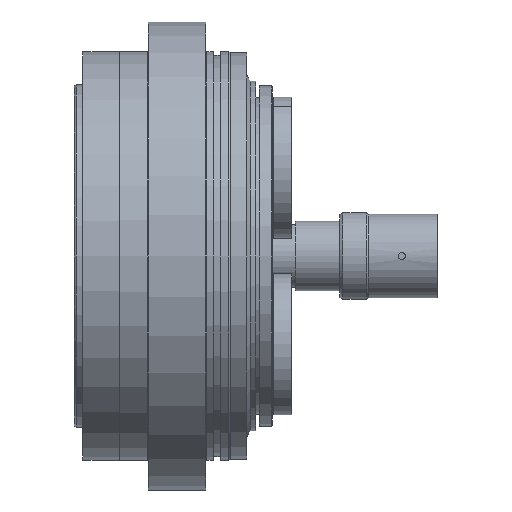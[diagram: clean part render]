
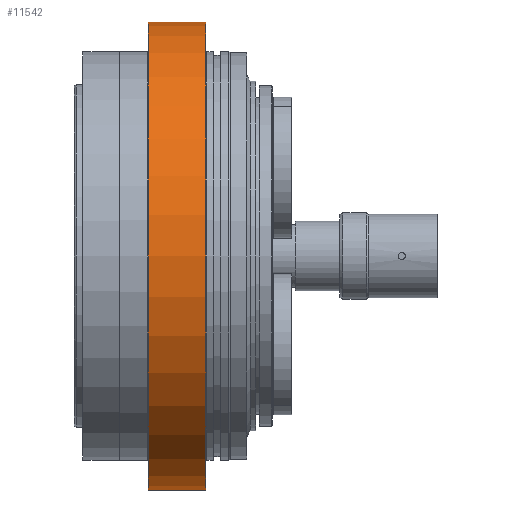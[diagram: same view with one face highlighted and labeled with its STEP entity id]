
A CAD part, front view. The second image highlights one B-rep face of the part: STEP entity #11542.
In plain terms, the highlighted cylindrical face has radius 162.5 mm (diameter 325 mm), a full revolution.
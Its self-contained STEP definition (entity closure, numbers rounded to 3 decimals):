
#1513=FACE_OUTER_BOUND('',#2429,.T.);
#2429=EDGE_LOOP('',(#9447,#9448,#9449,#9450));
#3209=CIRCLE('',#12838,162.5);
#3241=CIRCLE('',#12873,162.5);
#3839=LINE('',#19916,#4353);
#4353=VECTOR('',#16156,162.5);
#5201=VERTEX_POINT('',#19692);
#5232=VERTEX_POINT('',#19759);
#6590=EDGE_CURVE('',#5201,#5201,#3209,.T.);
#6623=EDGE_CURVE('',#5232,#5232,#3241,.T.);
#6697=EDGE_CURVE('',#5232,#5201,#3839,.T.);
#9447=ORIENTED_EDGE('',*,*,#6623,.F.);
#9448=ORIENTED_EDGE('',*,*,#6697,.T.);
#9449=ORIENTED_EDGE('',*,*,#6590,.T.);
#9450=ORIENTED_EDGE('',*,*,#6697,.F.);
#10186=CYLINDRICAL_SURFACE('',#12955,162.5);
#11542=ADVANCED_FACE('',(#1513),#10186,.T.);
#12838=AXIS2_PLACEMENT_3D('',#19693,#15884,#15885);
#12873=AXIS2_PLACEMENT_3D('',#19760,#15955,#15956);
#12955=AXIS2_PLACEMENT_3D('',#19915,#16154,#16155);
#15884=DIRECTION('center_axis',(-1.,0.,0.));
#15885=DIRECTION('ref_axis',(0.,-1.,0.));
#15955=DIRECTION('center_axis',(-1.,0.,0.));
#15956=DIRECTION('ref_axis',(0.,-1.,0.));
#16154=DIRECTION('center_axis',(-1.,0.,0.));
#16155=DIRECTION('ref_axis',(0.,-1.,0.));
#16156=DIRECTION('',(1.,0.,0.));
#19692=CARTESIAN_POINT('',(91.5,162.5,0.));
#19693=CARTESIAN_POINT('Origin',(91.5,0.,0.));
#19759=CARTESIAN_POINT('',(51.5,162.5,0.));
#19760=CARTESIAN_POINT('Origin',(51.5,0.,0.));
#19915=CARTESIAN_POINT('Origin',(91.5,0.,0.));
#19916=CARTESIAN_POINT('',(91.5,162.5,0.));
